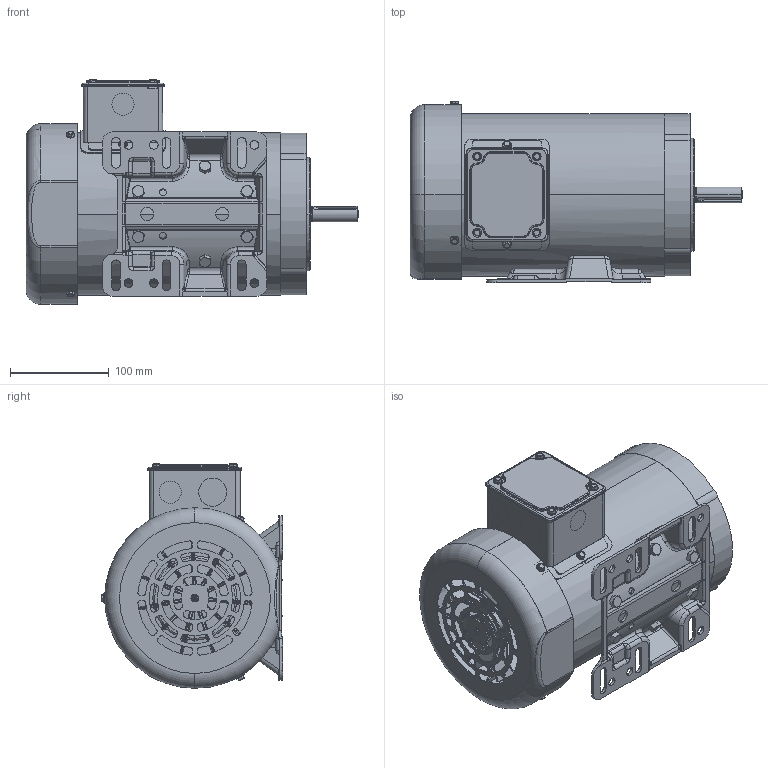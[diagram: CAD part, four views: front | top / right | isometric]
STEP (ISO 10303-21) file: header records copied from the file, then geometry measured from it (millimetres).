
FILE_DESCRIPTION (( 'STEP AP214' ), '1' );
FILE_NAME ('MTRP-1P5-3BD18.STEP', '2023-03-27T14:24:28', ( '' ), ( '' ), 'SwSTEP 2.0', 'SolidWorks 2021', '' );
FILE_SCHEMA (( 'AUTOMOTIVE_DESIGN' ));
Length unit declared in the file: inch
Products named in the file (1): MTRP-1P5-3BD18
Bounding box: 335.5 x 183.73 x 227.03 mm (x, y, z)
Volume: 766362.9 mm3; surface area: 658914.1 mm2
Topology: 39 solids, 39 shells, 3602 faces, 9000 edges, 5405 vertices
Faces by surface type: cylinder 1141, bspline 968, plane 797, cone 289, torus 260, sphere 147
Entity records: 152892 total; most frequent: CARTESIAN_POINT 74235, ORIENTED_EDGE 17714, DIRECTION 14578, EDGE_CURVE 8857, AXIS2_PLACEMENT_3D 5909, VERTEX_POINT 5402, EDGE_LOOP 3877, FACE_OUTER_BOUND 3602
